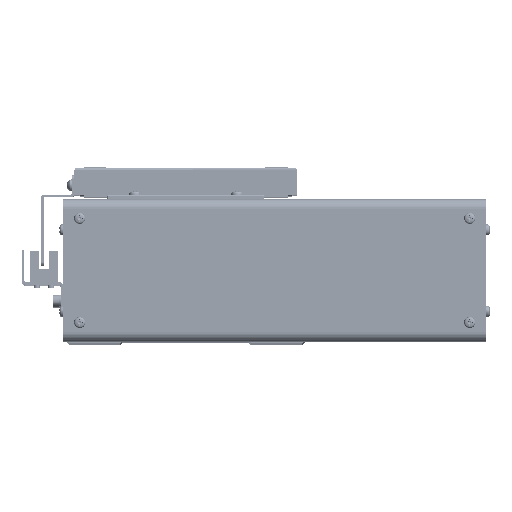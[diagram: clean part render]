
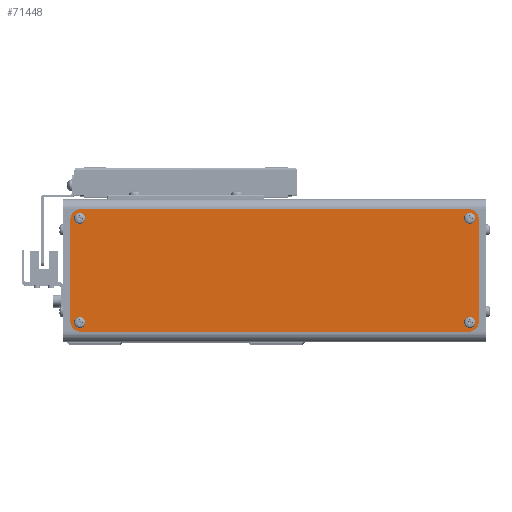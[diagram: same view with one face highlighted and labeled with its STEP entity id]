
A CAD part, top view. The second image highlights one B-rep face of the part: STEP entity #71448.
In plain terms, the highlighted planar face has unit normal (0, 0, 1).
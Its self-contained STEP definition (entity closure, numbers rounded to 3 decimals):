
#113 = ORIENTED_EDGE ( 'NONE', *, *, #38925, .F. ) ;
#368 = CARTESIAN_POINT ( 'NONE',  ( 100., 25., 1. ) ) ;
#569 = DIRECTION ( 'NONE',  ( 1., 0., 0. ) ) ;
#2315 = DIRECTION ( 'NONE',  ( -1., 0., 0. ) ) ;
#2521 = AXIS2_PLACEMENT_3D ( 'NONE', #35459, #18700, #2315 ) ;
#2716 = CARTESIAN_POINT ( 'NONE',  ( -93.9, -25.5, 1. ) ) ;
#3521 = DIRECTION ( 'NONE',  ( 0., 0., 1. ) ) ;
#3837 = VERTEX_POINT ( 'NONE', #15691 ) ;
#4064 = CARTESIAN_POINT ( 'NONE',  ( 100., -25., 1. ) ) ;
#4875 = AXIS2_PLACEMENT_3D ( 'NONE', #53413, #3521, #61773 ) ;
#5128 = FACE_BOUND ( 'NONE', #80574, .T. ) ;
#5243 = CARTESIAN_POINT ( 'NONE',  ( -95.5, -25.5, 1. ) ) ;
#5755 = DIRECTION ( 'NONE',  ( -1., 0., 0. ) ) ;
#7583 = AXIS2_PLACEMENT_3D ( 'NONE', #105541, #55696, #5755 ) ;
#7953 = CARTESIAN_POINT ( 'NONE',  ( 95., -30., 1. ) ) ;
#8038 = DIRECTION ( 'NONE',  ( 0., 0., 1. ) ) ;
#10977 = CIRCLE ( 'NONE', #103585, 1.6 ) ;
#13650 = DIRECTION ( 'NONE',  ( -1., 0., 0. ) ) ;
#13946 = EDGE_CURVE ( 'NONE', #83341, #37835, #47729, .T. ) ;
#15691 = CARTESIAN_POINT ( 'NONE',  ( 97.1, 25.5, 1. ) ) ;
#16994 = AXIS2_PLACEMENT_3D ( 'NONE', #84142, #34257, #92496 ) ;
#17757 = CARTESIAN_POINT ( 'NONE',  ( 95.5, 25.5, 1. ) ) ;
#17764 = CIRCLE ( 'NONE', #63740, 5. ) ;
#17766 = CARTESIAN_POINT ( 'NONE',  ( -100., -25., 1. ) ) ;
#18309 = AXIS2_PLACEMENT_3D ( 'NONE', #5243, #63534, #13650 ) ;
#18700 = DIRECTION ( 'NONE',  ( 0., 0., -1. ) ) ;
#19564 = DIRECTION ( 'NONE',  ( 0., -1., 0. ) ) ;
#20018 = EDGE_CURVE ( 'NONE', #30561, #82646, #74193, .T. ) ;
#23319 = CARTESIAN_POINT ( 'NONE',  ( 95.5, -25.5, 1. ) ) ;
#23492 = VERTEX_POINT ( 'NONE', #368 ) ;
#25286 = VERTEX_POINT ( 'NONE', #74903 ) ;
#26132 = DIRECTION ( 'NONE',  ( -1., 0., 0. ) ) ;
#27342 = FACE_OUTER_BOUND ( 'NONE', #67948, .T. ) ;
#28327 = DIRECTION ( 'NONE',  ( 0., 0., 1. ) ) ;
#28492 = CIRCLE ( 'NONE', #83027, 1.6 ) ;
#28915 = ORIENTED_EDGE ( 'NONE', *, *, #99992, .F. ) ;
#29959 = FACE_BOUND ( 'NONE', #95035, .T. ) ;
#30561 = VERTEX_POINT ( 'NONE', #17766 ) ;
#31631 = CARTESIAN_POINT ( 'NONE',  ( 97.1, -25.5, 1. ) ) ;
#31711 = DIRECTION ( 'NONE',  ( 1., 0., 0. ) ) ;
#31905 = VERTEX_POINT ( 'NONE', #7953 ) ;
#32300 = EDGE_CURVE ( 'NONE', #37835, #83341, #101913, .T. ) ;
#34257 = DIRECTION ( 'NONE',  ( 0., 0., 1. ) ) ;
#35205 = AXIS2_PLACEMENT_3D ( 'NONE', #17757, #75995, #26132 ) ;
#35459 = CARTESIAN_POINT ( 'NONE',  ( 95., 25., 1. ) ) ;
#36998 = EDGE_CURVE ( 'NONE', #31905, #61847, #17764, .T. ) ;
#37835 = VERTEX_POINT ( 'NONE', #38644 ) ;
#37885 = VECTOR ( 'NONE', #569, 1000. ) ;
#37979 = ORIENTED_EDGE ( 'NONE', *, *, #54313, .F. ) ;
#38188 = VECTOR ( 'NONE', #65853, 1000. ) ;
#38644 = CARTESIAN_POINT ( 'NONE',  ( -93.9, 25.5, 1. ) ) ;
#38719 = AXIS2_PLACEMENT_3D ( 'NONE', #23319, #81579, #31711 ) ;
#38925 = EDGE_CURVE ( 'NONE', #58500, #67576, #10977, .T. ) ;
#39133 = DIRECTION ( 'NONE',  ( 0., 0., 1. ) ) ;
#40834 = VECTOR ( 'NONE', #19564, 1000. ) ;
#44413 = EDGE_CURVE ( 'NONE', #64361, #25286, #65591, .T. ) ;
#44698 = ORIENTED_EDGE ( 'NONE', *, *, #55276, .T. ) ;
#46181 = ORIENTED_EDGE ( 'NONE', *, *, #32300, .F. ) ;
#46642 = VECTOR ( 'NONE', #96998, 1000. ) ;
#47729 = CIRCLE ( 'NONE', #103591, 1.6 ) ;
#47778 = DIRECTION ( 'NONE',  ( 0., 0., 1. ) ) ;
#48716 = CARTESIAN_POINT ( 'NONE',  ( -95., -30., 1. ) ) ;
#49441 = FACE_BOUND ( 'NONE', #51206, .T. ) ;
#51206 = EDGE_LOOP ( 'NONE', ( #65926, #92800 ) ) ;
#52781 = ORIENTED_EDGE ( 'NONE', *, *, #44413, .T. ) ;
#52829 = CIRCLE ( 'NONE', #35205, 1.6 ) ;
#53413 = CARTESIAN_POINT ( 'NONE',  ( -95.5, 25.5, 1. ) ) ;
#54313 = EDGE_CURVE ( 'NONE', #104025, #93615, #78694, .T. ) ;
#55276 = EDGE_CURVE ( 'NONE', #74712, #64361, #60302, .T. ) ;
#55696 = DIRECTION ( 'NONE',  ( 0., 0., 1. ) ) ;
#57642 = EDGE_CURVE ( 'NONE', #67576, #58500, #75583, .T. ) ;
#57740 = LINE ( 'NONE', #77792, #40834 ) ;
#57924 = CARTESIAN_POINT ( 'NONE',  ( -95., 25., 1. ) ) ;
#58500 = VERTEX_POINT ( 'NONE', #82969 ) ;
#60302 = LINE ( 'NONE', #99025, #38188 ) ;
#61773 = DIRECTION ( 'NONE',  ( 1., 0., 0. ) ) ;
#61847 = VERTEX_POINT ( 'NONE', #4064 ) ;
#62136 = CIRCLE ( 'NONE', #7583, 5. ) ;
#62881 = ORIENTED_EDGE ( 'NONE', *, *, #78196, .T. ) ;
#63489 = CARTESIAN_POINT ( 'NONE',  ( 100., -25., 1. ) ) ;
#63534 = DIRECTION ( 'NONE',  ( 0., 0., 1. ) ) ;
#63740 = AXIS2_PLACEMENT_3D ( 'NONE', #88976, #39133, #97352 ) ;
#63942 = ORIENTED_EDGE ( 'NONE', *, *, #57642, .F. ) ;
#64361 = VERTEX_POINT ( 'NONE', #85166 ) ;
#65591 = CIRCLE ( 'NONE', #96308, 5. ) ;
#65853 = DIRECTION ( 'NONE',  ( -1., 0., 0. ) ) ;
#65926 = ORIENTED_EDGE ( 'NONE', *, *, #81979, .F. ) ;
#66285 = DIRECTION ( 'NONE',  ( -1., 0., 0. ) ) ;
#67576 = VERTEX_POINT ( 'NONE', #31631 ) ;
#67948 = EDGE_LOOP ( 'NONE', ( #71367, #44698, #52781, #62881, #72880, #104022, #105811, #84287 ) ) ;
#70553 = EDGE_CURVE ( 'NONE', #82646, #31905, #104284, .T. ) ;
#71367 = ORIENTED_EDGE ( 'NONE', *, *, #98129, .T. ) ;
#71448 = ADVANCED_FACE ( 'NONE', ( #29959, #5128, #27342, #49441, #74208 ), #102065, .F. ) ;
#72433 = CARTESIAN_POINT ( 'NONE',  ( 93.9, 25.5, 1. ) ) ;
#72857 = EDGE_CURVE ( 'NONE', #61847, #23492, #93557, .T. ) ;
#72880 = ORIENTED_EDGE ( 'NONE', *, *, #20018, .T. ) ;
#73946 = AXIS2_PLACEMENT_3D ( 'NONE', #87517, #87276, #87496 ) ;
#74193 = CIRCLE ( 'NONE', #73946, 5. ) ;
#74208 = FACE_BOUND ( 'NONE', #76977, .T. ) ;
#74712 = VERTEX_POINT ( 'NONE', #74850 ) ;
#74850 = CARTESIAN_POINT ( 'NONE',  ( 95., 30., 1. ) ) ;
#74903 = CARTESIAN_POINT ( 'NONE',  ( -100., 25., 1. ) ) ;
#75244 = CARTESIAN_POINT ( 'NONE',  ( -95., -30., 1. ) ) ;
#75583 = CIRCLE ( 'NONE', #38719, 1.6 ) ;
#75930 = ORIENTED_EDGE ( 'NONE', *, *, #13946, .F. ) ;
#75995 = DIRECTION ( 'NONE',  ( 0., 0., 1. ) ) ;
#76977 = EDGE_LOOP ( 'NONE', ( #37979, #28915 ) ) ;
#77792 = CARTESIAN_POINT ( 'NONE',  ( -100., -25., 1. ) ) ;
#78153 = CARTESIAN_POINT ( 'NONE',  ( -95.5, -25.5, 1. ) ) ;
#78196 = EDGE_CURVE ( 'NONE', #25286, #30561, #57740, .T. ) ;
#78694 = CIRCLE ( 'NONE', #18309, 1.6 ) ;
#80574 = EDGE_LOOP ( 'NONE', ( #75930, #46181 ) ) ;
#81579 = DIRECTION ( 'NONE',  ( 0., 0., 1. ) ) ;
#81979 = EDGE_CURVE ( 'NONE', #94934, #3837, #88143, .T. ) ;
#82646 = VERTEX_POINT ( 'NONE', #48716 ) ;
#82881 = EDGE_CURVE ( 'NONE', #3837, #94934, #52829, .T. ) ;
#82969 = CARTESIAN_POINT ( 'NONE',  ( 93.9, -25.5, 1. ) ) ;
#83027 = AXIS2_PLACEMENT_3D ( 'NONE', #78153, #28327, #86533 ) ;
#83341 = VERTEX_POINT ( 'NONE', #97799 ) ;
#84142 = CARTESIAN_POINT ( 'NONE',  ( 95.5, 25.5, 1. ) ) ;
#84287 = ORIENTED_EDGE ( 'NONE', *, *, #72857, .T. ) ;
#85166 = CARTESIAN_POINT ( 'NONE',  ( -95., 30., 1. ) ) ;
#86533 = DIRECTION ( 'NONE',  ( -1., 0., 0. ) ) ;
#87276 = DIRECTION ( 'NONE',  ( 0., 0., 1. ) ) ;
#87496 = DIRECTION ( 'NONE',  ( -1., 0., 0. ) ) ;
#87517 = CARTESIAN_POINT ( 'NONE',  ( -95., -25., 1. ) ) ;
#88143 = CIRCLE ( 'NONE', #16994, 1.6 ) ;
#88976 = CARTESIAN_POINT ( 'NONE',  ( 95., -25., 1. ) ) ;
#92496 = DIRECTION ( 'NONE',  ( -1., 0., 0. ) ) ;
#92800 = ORIENTED_EDGE ( 'NONE', *, *, #82881, .F. ) ;
#93375 = DIRECTION ( 'NONE',  ( 1., 0., 0. ) ) ;
#93477 = DIRECTION ( 'NONE',  ( 0., 0., 1. ) ) ;
#93557 = LINE ( 'NONE', #63489, #46642 ) ;
#93609 = CARTESIAN_POINT ( 'NONE',  ( -95.5, 25.5, 1. ) ) ;
#93615 = VERTEX_POINT ( 'NONE', #2716 ) ;
#94934 = VERTEX_POINT ( 'NONE', #72433 ) ;
#95035 = EDGE_LOOP ( 'NONE', ( #113, #63942 ) ) ;
#96308 = AXIS2_PLACEMENT_3D ( 'NONE', #57924, #8038, #66285 ) ;
#96998 = DIRECTION ( 'NONE',  ( 0., 1., 0. ) ) ;
#97352 = DIRECTION ( 'NONE',  ( 1., 0., 0. ) ) ;
#97662 = CARTESIAN_POINT ( 'NONE',  ( 95.5, -25.5, 1. ) ) ;
#97799 = CARTESIAN_POINT ( 'NONE',  ( -97.1, 25.5, 1. ) ) ;
#98129 = EDGE_CURVE ( 'NONE', #23492, #74712, #62136, .T. ) ;
#99025 = CARTESIAN_POINT ( 'NONE',  ( -95., 30., 1. ) ) ;
#99992 = EDGE_CURVE ( 'NONE', #93615, #104025, #28492, .T. ) ;
#101913 = CIRCLE ( 'NONE', #4875, 1.6 ) ;
#102065 = PLANE ( 'NONE',  #2521 ) ;
#103585 = AXIS2_PLACEMENT_3D ( 'NONE', #97662, #47778, #106032 ) ;
#103591 = AXIS2_PLACEMENT_3D ( 'NONE', #93609, #93477, #93375 ) ;
#104022 = ORIENTED_EDGE ( 'NONE', *, *, #70553, .T. ) ;
#104025 = VERTEX_POINT ( 'NONE', #104977 ) ;
#104284 = LINE ( 'NONE', #75244, #37885 ) ;
#104977 = CARTESIAN_POINT ( 'NONE',  ( -97.1, -25.5, 1. ) ) ;
#105541 = CARTESIAN_POINT ( 'NONE',  ( 95., 25., 1. ) ) ;
#105811 = ORIENTED_EDGE ( 'NONE', *, *, #36998, .T. ) ;
#106032 = DIRECTION ( 'NONE',  ( 1., 0., 0. ) ) ;
